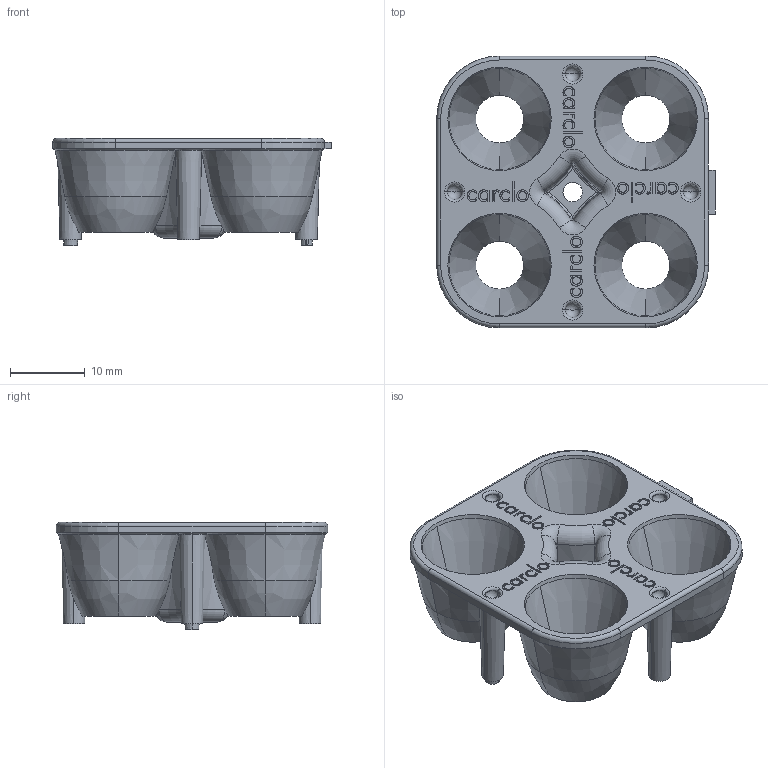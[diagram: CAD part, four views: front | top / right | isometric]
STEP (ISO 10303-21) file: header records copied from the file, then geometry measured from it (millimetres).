
FILE_DESCRIPTION((''),'2;1');
FILE_NAME('12529-70028_REV1B-REFL-60-ARRAY','2016-01-15T',('SuttonP'),('Pet Mate Ltd'),'PRO/ENGINEER BY PARAMETRIC TECHNOLOGY CORPORATION, 2012130','PRO/ENGINEER BY PARAMETRIC TECHNOLOGY CORPORATION, 2012130','');
FILE_SCHEMA(('CONFIG_CONTROL_DESIGN'));
Length unit declared in the file: millimetre
Products named in the file (1): 12529-70028_REV1B-REFL-60-ARRAY
Bounding box: 37.2 x 36.3 x 14.3 mm (x, y, z)
Volume: 4909.6 mm3; surface area: 6142.4 mm2
Topology: 1 solids, 1 shells, 789 faces, 2119 edges, 1372 vertices
Faces by surface type: bspline 484, plane 171, torus 54, cone 50, cylinder 14, revolution 8, sphere 8
Entity records: 40483 total; most frequent: CARTESIAN_POINT 24020, ORIENTED_EDGE 4222, EDGE_CURVE 2111, DIRECTION 1949, VERTEX_POINT 1372, B_SPLINE_CURVE_WITH_KNOTS 1036, EDGE_LOOP 847, VECTOR 819
